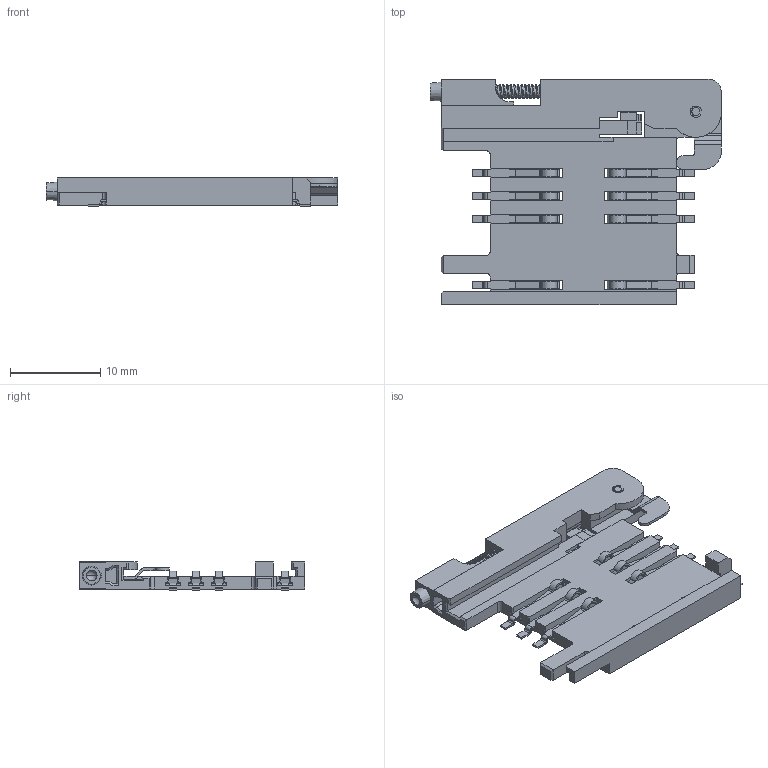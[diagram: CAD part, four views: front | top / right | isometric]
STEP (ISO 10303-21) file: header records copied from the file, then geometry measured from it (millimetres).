
FILE_DESCRIPTION((''),'2;1');
FILE_NAME('912280001','2017-03-31T',('gsharma'),(''),'PRO/ENGINEER BY PARAMETRIC TECHNOLOGY CORPORATION, 2012310','PRO/ENGINEER BY PARAMETRIC TECHNOLOGY CORPORATION, 2012310','');
FILE_SCHEMA(('CONFIG_CONTROL_DESIGN'));
Length unit declared in the file: millimetre
Products named in the file (1): 912280001
Bounding box: 32.2 x 25 x 3.1 mm (x, y, z)
Volume: 1018.3 mm3; surface area: 2053.7 mm2
Topology: 1 solids, 1 shells, 598 faces, 1775 edges, 1143 vertices
Faces by surface type: plane 483, cylinder 103, bspline 8, cone 2, sphere 2
Entity records: 23761 total; most frequent: CARTESIAN_POINT 7610, ORIENTED_EDGE 3480, DIRECTION 3154, EDGE_CURVE 1740, VECTOR 1536, LINE 1536, VERTEX_POINT 1109, AXIS2_PLACEMENT_3D 809
